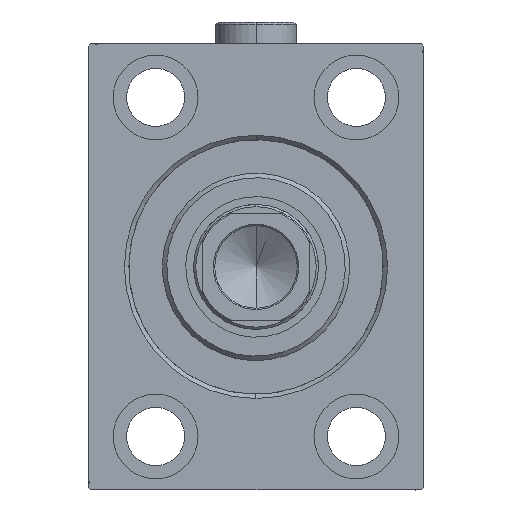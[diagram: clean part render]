
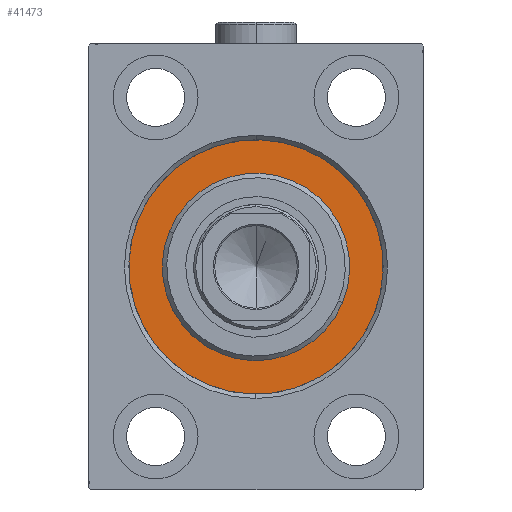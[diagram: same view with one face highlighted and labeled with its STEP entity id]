
A CAD part, left-side view. The second image highlights one B-rep face of the part: STEP entity #41473.
In plain terms, the highlighted face is planar.
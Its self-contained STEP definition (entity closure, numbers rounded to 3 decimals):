
#9 = DIRECTION ( 'NONE',  ( -1., 0., 0. ) ) ;
#1167 = DIRECTION ( 'NONE',  ( 0., 0., -1. ) ) ;
#2601 = ORIENTED_EDGE ( 'NONE', *, *, #22750, .F. ) ;
#4446 = CIRCLE ( 'NONE', #19106, 28.5 ) ;
#4618 = EDGE_CURVE ( 'NONE', #18160, #17639, #35157, .T. ) ;
#5060 = DIRECTION ( 'NONE',  ( 1., 0., 0. ) ) ;
#5659 = EDGE_LOOP ( 'NONE', ( #38600, #2601 ) ) ;
#6022 = EDGE_CURVE ( 'NONE', #17639, #18160, #4446, .T. ) ;
#6026 = DIRECTION ( 'NONE',  ( 0., 0., 1. ) ) ;
#6272 = AXIS2_PLACEMENT_3D ( 'NONE', #20093, #27399, #18790 ) ;
#7190 = CARTESIAN_POINT ( 'NONE',  ( 0., 0., 0. ) ) ;
#7410 = DIRECTION ( 'NONE',  ( 0., 0., -1. ) ) ;
#8377 = EDGE_CURVE ( 'NONE', #25179, #13992, #37345, .T. ) ;
#10261 = AXIS2_PLACEMENT_3D ( 'NONE', #7190, #14069, #7410 ) ;
#12989 = FACE_OUTER_BOUND ( 'NONE', #34118, .T. ) ;
#13442 = FACE_BOUND ( 'NONE', #5659, .T. ) ;
#13992 = VERTEX_POINT ( 'NONE', #42978 ) ;
#14011 = DIRECTION ( 'NONE',  ( 0., 0., 1. ) ) ;
#14069 = DIRECTION ( 'NONE',  ( 1., 0., 0. ) ) ;
#14662 = AXIS2_PLACEMENT_3D ( 'NONE', #37404, #24094, #6026 ) ;
#17639 = VERTEX_POINT ( 'NONE', #32892 ) ;
#18160 = VERTEX_POINT ( 'NONE', #24945 ) ;
#18790 = DIRECTION ( 'NONE',  ( 0., 0., 1. ) ) ;
#19024 = CIRCLE ( 'NONE', #10261, 21. ) ;
#19106 = AXIS2_PLACEMENT_3D ( 'NONE', #41956, #9, #14011 ) ;
#20093 = CARTESIAN_POINT ( 'NONE',  ( 0., 0., 0. ) ) ;
#22750 = EDGE_CURVE ( 'NONE', #13992, #25179, #19024, .T. ) ;
#23205 = ORIENTED_EDGE ( 'NONE', *, *, #4618, .F. ) ;
#24094 = DIRECTION ( 'NONE',  ( -1., 0., 0. ) ) ;
#24105 = ORIENTED_EDGE ( 'NONE', *, *, #6022, .F. ) ;
#24945 = CARTESIAN_POINT ( 'NONE',  ( 0., 0., -28.5 ) ) ;
#25179 = VERTEX_POINT ( 'NONE', #43389 ) ;
#27399 = DIRECTION ( 'NONE',  ( -1., 0., 0. ) ) ;
#32892 = CARTESIAN_POINT ( 'NONE',  ( 0., 0., 28.5 ) ) ;
#34118 = EDGE_LOOP ( 'NONE', ( #23205, #24105 ) ) ;
#35121 = AXIS2_PLACEMENT_3D ( 'NONE', #38996, #5060, #1167 ) ;
#35157 = CIRCLE ( 'NONE', #14662, 28.5 ) ;
#37345 = CIRCLE ( 'NONE', #35121, 21. ) ;
#37404 = CARTESIAN_POINT ( 'NONE',  ( 0., 0., 0. ) ) ;
#38600 = ORIENTED_EDGE ( 'NONE', *, *, #8377, .F. ) ;
#38996 = CARTESIAN_POINT ( 'NONE',  ( 0., 0., 0. ) ) ;
#41473 = ADVANCED_FACE ( 'NONE', ( #13442, #12989 ), #43293, .F. ) ;
#41956 = CARTESIAN_POINT ( 'NONE',  ( 0., 0., 0. ) ) ;
#42978 = CARTESIAN_POINT ( 'NONE',  ( 0., 0., -21. ) ) ;
#43293 = PLANE ( 'NONE',  #6272 ) ;
#43389 = CARTESIAN_POINT ( 'NONE',  ( 0., 0., 21. ) ) ;
